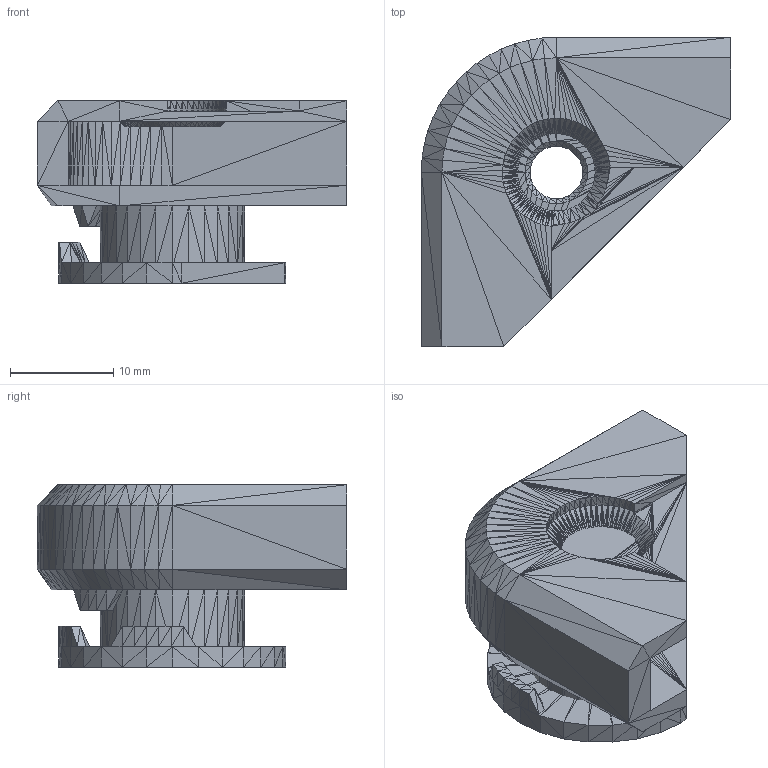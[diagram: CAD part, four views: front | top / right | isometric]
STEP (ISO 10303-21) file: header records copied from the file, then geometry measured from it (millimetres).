
FILE_DESCRIPTION(/* description */ (''),/* implementation_level */ '2;1');
FILE_NAME(/* name */ 'BedCorner_wireholder_v01 v3.step',/* time_stamp */ '2023-05-01T15:36:55-07:00',/* author */ (''),/* organization */ (''),/* preprocessor_version */ 'ST-DEVELOPER v19.2',/* originating_system */ 'Autodesk Translation Framework v12.4.0.73',/* authorisation */ '');
FILE_SCHEMA (('AUTOMOTIVE_DESIGN { 1 0 10303 214 3 1 1 }'));
Length unit declared in the file: millimetre
Products named in the file (1): BedCorner_wireholder_v01
Bounding box: 30 x 30 x 17.7 mm (x, y, z)
Volume: 4526.9 mm3; surface area: 4911.9 mm2
Topology: 4 solids, 4 shells, 1891 faces, 2983 edges, 1092 vertices
Faces by surface type: plane 1891
Entity records: 38243 total; most frequent: DIRECTION 6767, CARTESIAN_POINT 5967, ORIENTED_EDGE 5966, LINE 2983, VECTOR 2983, EDGE_CURVE 2983, AXIS2_PLACEMENT_3D 1892, FACE_OUTER_BOUND 1891
